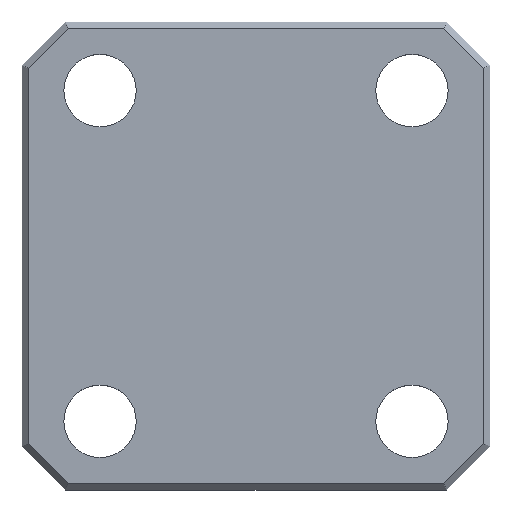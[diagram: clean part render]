
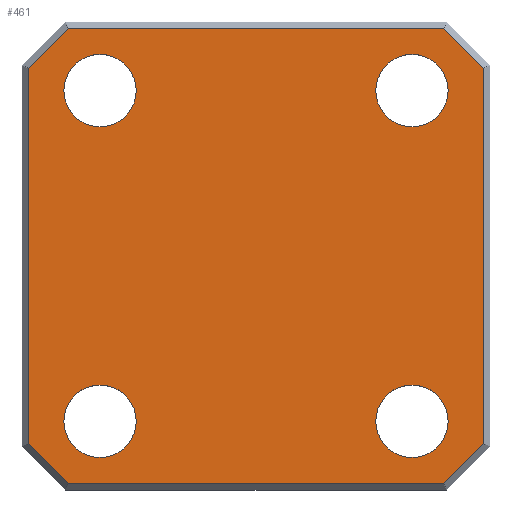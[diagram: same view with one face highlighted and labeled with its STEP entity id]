
A CAD part, top view. The second image highlights one B-rep face of the part: STEP entity #461.
In plain terms, the highlighted planar face has unit normal (0, 0, 1).
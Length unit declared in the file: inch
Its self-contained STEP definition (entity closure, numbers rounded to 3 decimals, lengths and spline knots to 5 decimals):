
#11 = VERTEX_POINT ( 'NONE', #501 ) ;
#19 = CARTESIAN_POINT ( 'NONE',  ( -0.30086, -0.365, 0.04 ) ) ;
#26 = CARTESIAN_POINT ( 'NONE',  ( 0.25, 0.265, 0.04 ) ) ;
#34 = VECTOR ( 'NONE', #471, 39.37008 ) ;
#39 = DIRECTION ( 'NONE',  ( 0., 0., 1. ) ) ;
#47 = LINE ( 'NONE', #530, #340 ) ;
#52 = ORIENTED_EDGE ( 'NONE', *, *, #840, .T. ) ;
#61 = DIRECTION ( 'NONE',  ( 0., 0., 1. ) ) ;
#66 = VECTOR ( 'NONE', #636, 39.37008 ) ;
#71 = CARTESIAN_POINT ( 'NONE',  ( -0.308, -0.265, 0.04 ) ) ;
#80 = DIRECTION ( 'NONE',  ( 0., 1., 0. ) ) ;
#101 = ORIENTED_EDGE ( 'NONE', *, *, #595, .F. ) ;
#133 = ORIENTED_EDGE ( 'NONE', *, *, #248, .F. ) ;
#152 = VERTEX_POINT ( 'NONE', #606 ) ;
#153 = DIRECTION ( 'NONE',  ( 1., 0., 0. ) ) ;
#154 = CARTESIAN_POINT ( 'NONE',  ( -0.25, 0.265, 0.04 ) ) ;
#164 = EDGE_LOOP ( 'NONE', ( #645, #490 ) ) ;
#169 = EDGE_CURVE ( 'NONE', #1026, #11, #974, .T. ) ;
#173 = CARTESIAN_POINT ( 'NONE',  ( 0.365, 0., 0.04 ) ) ;
#174 = DIRECTION ( 'NONE',  ( 0., 0., 1. ) ) ;
#193 = CIRCLE ( 'NONE', #735, 0.058 ) ;
#215 = EDGE_CURVE ( 'NONE', #152, #575, #47, .T. ) ;
#218 = DIRECTION ( 'NONE',  ( 0., 0., 1. ) ) ;
#232 = ORIENTED_EDGE ( 'NONE', *, *, #583, .F. ) ;
#236 = CARTESIAN_POINT ( 'NONE',  ( 0., -0.365, 0.04 ) ) ;
#240 = AXIS2_PLACEMENT_3D ( 'NONE', #886, #61, #153 ) ;
#246 = VERTEX_POINT ( 'NONE', #71 ) ;
#248 = EDGE_CURVE ( 'NONE', #431, #433, #193, .T. ) ;
#249 = FACE_BOUND ( 'NONE', #658, .T. ) ;
#257 = VECTOR ( 'NONE', #714, 39.37008 ) ;
#260 = FACE_BOUND ( 'NONE', #164, .T. ) ;
#262 = EDGE_CURVE ( 'NONE', #810, #790, #1033, .T. ) ;
#263 = DIRECTION ( 'NONE',  ( 1., 0., 0. ) ) ;
#268 = EDGE_CURVE ( 'NONE', #575, #968, #875, .T. ) ;
#273 = CARTESIAN_POINT ( 'NONE',  ( 0.25, -0.265, 0.04 ) ) ;
#280 = CARTESIAN_POINT ( 'NONE',  ( -0.25, -0.265, 0.04 ) ) ;
#284 = DIRECTION ( 'NONE',  ( 1., 0., 0. ) ) ;
#289 = VECTOR ( 'NONE', #542, 39.37008 ) ;
#291 = VERTEX_POINT ( 'NONE', #540 ) ;
#300 = CARTESIAN_POINT ( 'NONE',  ( 0.192, 0.265, 0.04 ) ) ;
#303 = EDGE_CURVE ( 'NONE', #1023, #344, #752, .T. ) ;
#304 = DIRECTION ( 'NONE',  ( -0.707, -0.707, 0. ) ) ;
#305 = AXIS2_PLACEMENT_3D ( 'NONE', #398, #960, #390 ) ;
#312 = VERTEX_POINT ( 'NONE', #1039 ) ;
#314 = ORIENTED_EDGE ( 'NONE', *, *, #215, .T. ) ;
#315 = CARTESIAN_POINT ( 'NONE',  ( -0.33293, -0.33293, 0.04 ) ) ;
#323 = ORIENTED_EDGE ( 'NONE', *, *, #268, .T. ) ;
#333 = FACE_OUTER_BOUND ( 'NONE', #953, .T. ) ;
#340 = VECTOR ( 'NONE', #925, 39.37008 ) ;
#343 = CARTESIAN_POINT ( 'NONE',  ( -0.308, 0.265, 0.04 ) ) ;
#344 = VERTEX_POINT ( 'NONE', #722 ) ;
#358 = CIRCLE ( 'NONE', #753, 0.058 ) ;
#363 = DIRECTION ( 'NONE',  ( 0., 0., 1. ) ) ;
#365 = VERTEX_POINT ( 'NONE', #547 ) ;
#390 = DIRECTION ( 'NONE',  ( 1., 0., 0. ) ) ;
#391 = AXIS2_PLACEMENT_3D ( 'NONE', #273, #363, #855 ) ;
#398 = CARTESIAN_POINT ( 'NONE',  ( 0.25, 0.265, 0.04 ) ) ;
#413 = VECTOR ( 'NONE', #80, 39.37008 ) ;
#422 = LINE ( 'NONE', #173, #413 ) ;
#429 = CIRCLE ( 'NONE', #990, 0.058 ) ;
#431 = VERTEX_POINT ( 'NONE', #819 ) ;
#433 = VERTEX_POINT ( 'NONE', #343 ) ;
#437 = EDGE_LOOP ( 'NONE', ( #133, #684 ) ) ;
#442 = DIRECTION ( 'NONE',  ( 0., 0., 1. ) ) ;
#443 = CIRCLE ( 'NONE', #940, 0.058 ) ;
#448 = CARTESIAN_POINT ( 'NONE',  ( -0.30086, 0.365, 0.04 ) ) ;
#461 = ADVANCED_FACE ( 'NONE', ( #333, #661, #249, #260, #589 ), #920, .T. ) ;
#469 = LINE ( 'NONE', #710, #289 ) ;
#471 = DIRECTION ( 'NONE',  ( 0., -1., 0. ) ) ;
#479 = AXIS2_PLACEMENT_3D ( 'NONE', #984, #655, #263 ) ;
#489 = EDGE_CURVE ( 'NONE', #246, #291, #851, .T. ) ;
#490 = ORIENTED_EDGE ( 'NONE', *, *, #169, .F. ) ;
#493 = DIRECTION ( 'NONE',  ( 1., 0., 0. ) ) ;
#498 = ORIENTED_EDGE ( 'NONE', *, *, #660, .T. ) ;
#501 = CARTESIAN_POINT ( 'NONE',  ( 0.308, -0.265, 0.04 ) ) ;
#528 = VECTOR ( 'NONE', #597, 39.37008 ) ;
#530 = CARTESIAN_POINT ( 'NONE',  ( 0., 0.365, 0.04 ) ) ;
#534 = CARTESIAN_POINT ( 'NONE',  ( 0.33293, -0.33293, 0.04 ) ) ;
#538 = ORIENTED_EDGE ( 'NONE', *, *, #750, .T. ) ;
#540 = CARTESIAN_POINT ( 'NONE',  ( -0.192, -0.265, 0.04 ) ) ;
#542 = DIRECTION ( 'NONE',  ( -0.707, 0.707, 0. ) ) ;
#547 = CARTESIAN_POINT ( 'NONE',  ( -0.365, -0.30086, 0.04 ) ) ;
#555 = EDGE_LOOP ( 'NONE', ( #232, #965 ) ) ;
#563 = CARTESIAN_POINT ( 'NONE',  ( -0.33293, 0.33293, 0.04 ) ) ;
#575 = VERTEX_POINT ( 'NONE', #448 ) ;
#583 = EDGE_CURVE ( 'NONE', #344, #1023, #443, .T. ) ;
#589 = FACE_BOUND ( 'NONE', #555, .T. ) ;
#595 = EDGE_CURVE ( 'NONE', #291, #246, #358, .T. ) ;
#597 = DIRECTION ( 'NONE',  ( 0.707, 0.707, 0. ) ) ;
#606 = CARTESIAN_POINT ( 'NONE',  ( 0.30086, 0.365, 0.04 ) ) ;
#616 = VECTOR ( 'NONE', #304, 39.37008 ) ;
#618 = AXIS2_PLACEMENT_3D ( 'NONE', #832, #174, #493 ) ;
#626 = EDGE_CURVE ( 'NONE', #433, #431, #429, .T. ) ;
#627 = CARTESIAN_POINT ( 'NONE',  ( 0.30086, -0.365, 0.04 ) ) ;
#636 = DIRECTION ( 'NONE',  ( 0.707, -0.707, 0. ) ) ;
#645 = ORIENTED_EDGE ( 'NONE', *, *, #767, .F. ) ;
#655 = DIRECTION ( 'NONE',  ( 0., 0., 1. ) ) ;
#658 = EDGE_LOOP ( 'NONE', ( #101, #740 ) ) ;
#660 = EDGE_CURVE ( 'NONE', #790, #312, #854, .T. ) ;
#661 = FACE_BOUND ( 'NONE', #437, .T. ) ;
#681 = EDGE_CURVE ( 'NONE', #365, #810, #720, .T. ) ;
#684 = ORIENTED_EDGE ( 'NONE', *, *, #626, .F. ) ;
#685 = DIRECTION ( 'NONE',  ( 1., 0., 0. ) ) ;
#704 = LINE ( 'NONE', #969, #34 ) ;
#706 = ORIENTED_EDGE ( 'NONE', *, *, #262, .T. ) ;
#710 = CARTESIAN_POINT ( 'NONE',  ( 0.33293, 0.33293, 0.04 ) ) ;
#714 = DIRECTION ( 'NONE',  ( 1., 0., 0. ) ) ;
#720 = LINE ( 'NONE', #315, #66 ) ;
#722 = CARTESIAN_POINT ( 'NONE',  ( 0.308, 0.265, 0.04 ) ) ;
#735 = AXIS2_PLACEMENT_3D ( 'NONE', #154, #218, #806 ) ;
#740 = ORIENTED_EDGE ( 'NONE', *, *, #489, .F. ) ;
#750 = EDGE_CURVE ( 'NONE', #968, #365, #704, .T. ) ;
#752 = CIRCLE ( 'NONE', #305, 0.058 ) ;
#753 = AXIS2_PLACEMENT_3D ( 'NONE', #280, #442, #769 ) ;
#755 = CARTESIAN_POINT ( 'NONE',  ( -0.365, 0.30086, 0.04 ) ) ;
#767 = EDGE_CURVE ( 'NONE', #11, #1026, #782, .T. ) ;
#769 = DIRECTION ( 'NONE',  ( 1., 0., 0. ) ) ;
#782 = CIRCLE ( 'NONE', #240, 0.058 ) ;
#788 = CARTESIAN_POINT ( 'NONE',  ( 0.365, 0.30086, 0.04 ) ) ;
#790 = VERTEX_POINT ( 'NONE', #627 ) ;
#793 = VERTEX_POINT ( 'NONE', #788 ) ;
#806 = DIRECTION ( 'NONE',  ( 1., 0., 0. ) ) ;
#808 = ORIENTED_EDGE ( 'NONE', *, *, #1045, .T. ) ;
#810 = VERTEX_POINT ( 'NONE', #19 ) ;
#819 = CARTESIAN_POINT ( 'NONE',  ( -0.192, 0.265, 0.04 ) ) ;
#832 = CARTESIAN_POINT ( 'NONE',  ( -0.25, -0.265, 0.04 ) ) ;
#840 = EDGE_CURVE ( 'NONE', #312, #793, #422, .T. ) ;
#851 = CIRCLE ( 'NONE', #618, 0.058 ) ;
#854 = LINE ( 'NONE', #534, #528 ) ;
#855 = DIRECTION ( 'NONE',  ( 1., 0., 0. ) ) ;
#875 = LINE ( 'NONE', #563, #616 ) ;
#886 = CARTESIAN_POINT ( 'NONE',  ( 0.25, -0.265, 0.04 ) ) ;
#920 = PLANE ( 'NONE',  #479 ) ;
#925 = DIRECTION ( 'NONE',  ( -1., 0., 0. ) ) ;
#935 = CARTESIAN_POINT ( 'NONE',  ( -0.25, 0.265, 0.04 ) ) ;
#940 = AXIS2_PLACEMENT_3D ( 'NONE', #26, #1011, #685 ) ;
#953 = EDGE_LOOP ( 'NONE', ( #323, #538, #977, #706, #498, #52, #808, #314 ) ) ;
#960 = DIRECTION ( 'NONE',  ( 0., 0., 1. ) ) ;
#965 = ORIENTED_EDGE ( 'NONE', *, *, #303, .F. ) ;
#968 = VERTEX_POINT ( 'NONE', #755 ) ;
#969 = CARTESIAN_POINT ( 'NONE',  ( -0.365, 0., 0.04 ) ) ;
#974 = CIRCLE ( 'NONE', #391, 0.058 ) ;
#977 = ORIENTED_EDGE ( 'NONE', *, *, #681, .T. ) ;
#984 = CARTESIAN_POINT ( 'NONE',  ( 0., 0., 0.04 ) ) ;
#990 = AXIS2_PLACEMENT_3D ( 'NONE', #935, #39, #284 ) ;
#1011 = DIRECTION ( 'NONE',  ( 0., 0., 1. ) ) ;
#1019 = CARTESIAN_POINT ( 'NONE',  ( 0.192, -0.265, 0.04 ) ) ;
#1023 = VERTEX_POINT ( 'NONE', #300 ) ;
#1026 = VERTEX_POINT ( 'NONE', #1019 ) ;
#1033 = LINE ( 'NONE', #236, #257 ) ;
#1039 = CARTESIAN_POINT ( 'NONE',  ( 0.365, -0.30086, 0.04 ) ) ;
#1045 = EDGE_CURVE ( 'NONE', #793, #152, #469, .T. ) ;
